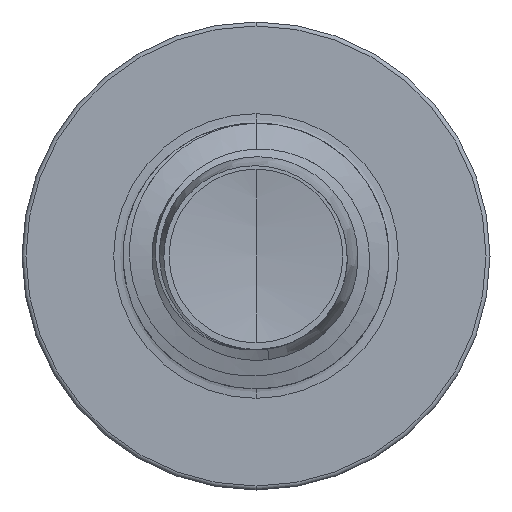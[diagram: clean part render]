
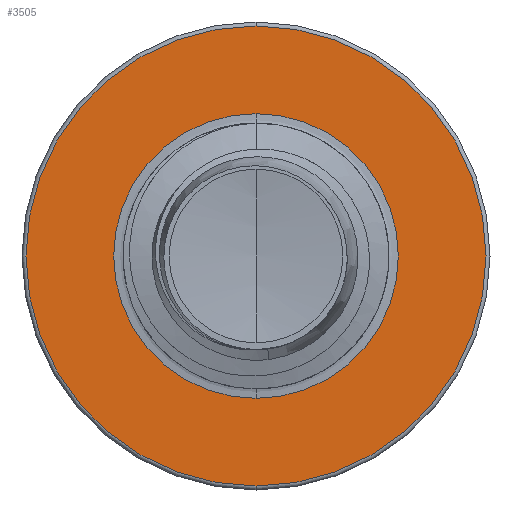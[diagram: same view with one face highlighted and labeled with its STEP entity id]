
A CAD part, front view. The second image highlights one B-rep face of the part: STEP entity #3505.
In plain terms, the highlighted planar face has unit normal (0, -1, 0).
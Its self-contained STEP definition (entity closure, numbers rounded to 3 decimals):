
#98 = AXIS2_PLACEMENT_3D ( 'NONE', #6882, #13918, #8225 ) ;
#1846 = AXIS2_PLACEMENT_3D ( 'NONE', #6843, #6781, #6779 ) ;
#2979 = EDGE_CURVE ( 'NONE', #6369, #13817, #11625, .T. ) ;
#3093 = EDGE_CURVE ( 'NONE', #12234, #9091, #11604, .T. ) ;
#3441 = CARTESIAN_POINT ( 'NONE',  ( 0., 6., 4.325 ) ) ;
#3505 = ADVANCED_FACE ( 'NONE', ( #11505, #11412 ), #6862, .F. ) ;
#4515 = EDGE_CURVE ( 'NONE', #13817, #6369, #10807, .T. ) ;
#4638 = AXIS2_PLACEMENT_3D ( 'NONE', #5862, #5849, #5837 ) ;
#5837 = DIRECTION ( 'NONE',  ( 0., 0., 1. ) ) ;
#5849 = DIRECTION ( 'NONE',  ( 0., 1., 0. ) ) ;
#5862 = CARTESIAN_POINT ( 'NONE',  ( 0., 6., 0. ) ) ;
#6163 = ORIENTED_EDGE ( 'NONE', *, *, #3093, .F. ) ;
#6369 = VERTEX_POINT ( 'NONE', #9813 ) ;
#6779 = DIRECTION ( 'NONE',  ( 0., 0., 1. ) ) ;
#6781 = DIRECTION ( 'NONE',  ( 0., 1., 0. ) ) ;
#6843 = CARTESIAN_POINT ( 'NONE',  ( 0., 6., -2.677 ) ) ;
#6862 = PLANE ( 'NONE',  #1846 ) ;
#6882 = CARTESIAN_POINT ( 'NONE',  ( 0., 6., 0. ) ) ;
#7114 = EDGE_LOOP ( 'NONE', ( #9352, #6163 ) ) ;
#7425 = DIRECTION ( 'NONE',  ( 0., 0., 1. ) ) ;
#7446 = DIRECTION ( 'NONE',  ( 0., 1., 0. ) ) ;
#7462 = CARTESIAN_POINT ( 'NONE',  ( 0., 6., 0. ) ) ;
#8225 = DIRECTION ( 'NONE',  ( 0., 0., 1. ) ) ;
#9091 = VERTEX_POINT ( 'NONE', #3441 ) ;
#9352 = ORIENTED_EDGE ( 'NONE', *, *, #12463, .F. ) ;
#9813 = CARTESIAN_POINT ( 'NONE',  ( 0., 6., 2.677 ) ) ;
#9948 = AXIS2_PLACEMENT_3D ( 'NONE', #13135, #12645, #12298 ) ;
#10220 = CIRCLE ( 'NONE', #98, 4.325 ) ;
#10726 = AXIS2_PLACEMENT_3D ( 'NONE', #7462, #7446, #7425 ) ;
#10807 = CIRCLE ( 'NONE', #4638, 2.677 ) ;
#11412 = FACE_BOUND ( 'NONE', #11641, .T. ) ;
#11505 = FACE_OUTER_BOUND ( 'NONE', #7114, .T. ) ;
#11604 = CIRCLE ( 'NONE', #10726, 4.325 ) ;
#11625 = CIRCLE ( 'NONE', #9948, 2.677 ) ;
#11641 = EDGE_LOOP ( 'NONE', ( #14786, #12839 ) ) ;
#12218 = CARTESIAN_POINT ( 'NONE',  ( 0., 6., -2.677 ) ) ;
#12234 = VERTEX_POINT ( 'NONE', #14734 ) ;
#12298 = DIRECTION ( 'NONE',  ( 0., 0., 1. ) ) ;
#12463 = EDGE_CURVE ( 'NONE', #9091, #12234, #10220, .T. ) ;
#12645 = DIRECTION ( 'NONE',  ( 0., 1., 0. ) ) ;
#12839 = ORIENTED_EDGE ( 'NONE', *, *, #4515, .T. ) ;
#13135 = CARTESIAN_POINT ( 'NONE',  ( 0., 6., 0. ) ) ;
#13817 = VERTEX_POINT ( 'NONE', #12218 ) ;
#13918 = DIRECTION ( 'NONE',  ( 0., 1., 0. ) ) ;
#14734 = CARTESIAN_POINT ( 'NONE',  ( 0., 6., -4.325 ) ) ;
#14786 = ORIENTED_EDGE ( 'NONE', *, *, #2979, .T. ) ;
